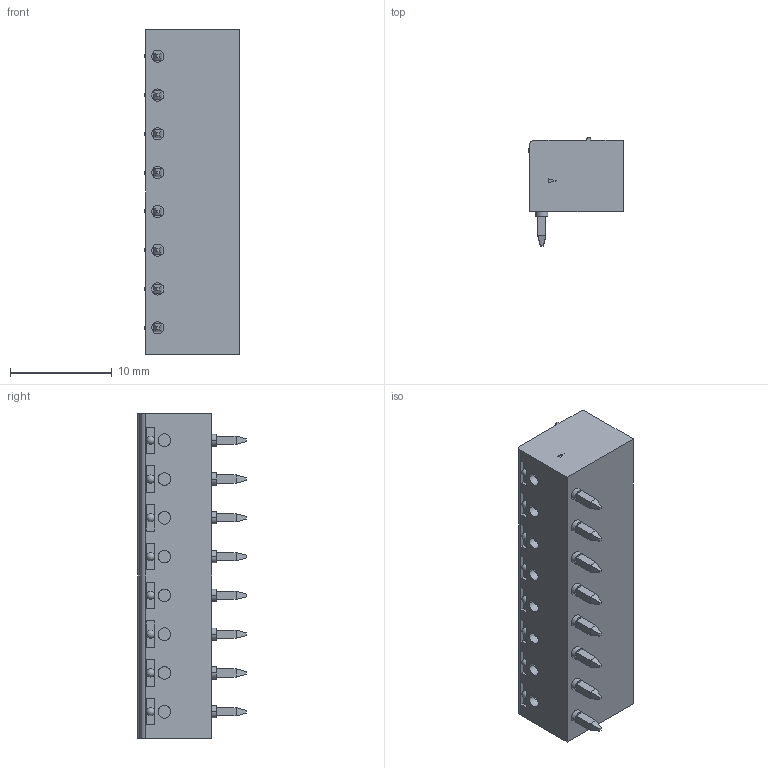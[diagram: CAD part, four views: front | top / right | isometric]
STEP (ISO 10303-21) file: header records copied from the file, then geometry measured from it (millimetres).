
FILE_DESCRIPTION(('STEP AP242'),'1');
FILE_NAME('1803332.stp','2021-04-30T07:54:15',('TraceParts'),('TraceParts S.A.'),'Spatial InterOp 3D',' ',' ');
FILE_SCHEMA(('AP242_MANAGED_MODEL_BASED_3D_ENGINEERING_MIM_LF {1 0 10303 442 1 1 4}'));
Length unit declared in the file: millimetre
Products named in the file (1): 1803332
Bounding box: 9.3 x 10.65 x 31.87 mm (x, y, z)
Volume: 1176.6 mm3; surface area: 2708.6 mm2
Topology: 1 solids, 1 shells, 671 faces, 1622 edges, 1020 vertices
Faces by surface type: plane 502, cylinder 145, cone 16, sphere 8
Entity records: 30074 total; most frequent: CARTESIAN_POINT 8962, ORIENTED_EDGE 3212, DIRECTION 3192, EDGE_CURVE 1606, LINE 1268, VECTOR 1268, VERTEX_POINT 1020, AXIS2_PLACEMENT_3D 962
